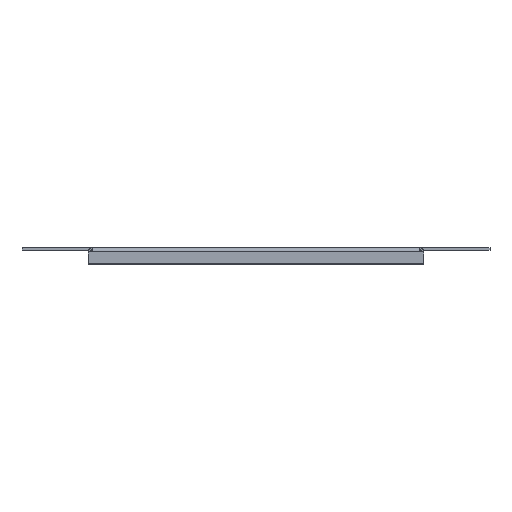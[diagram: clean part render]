
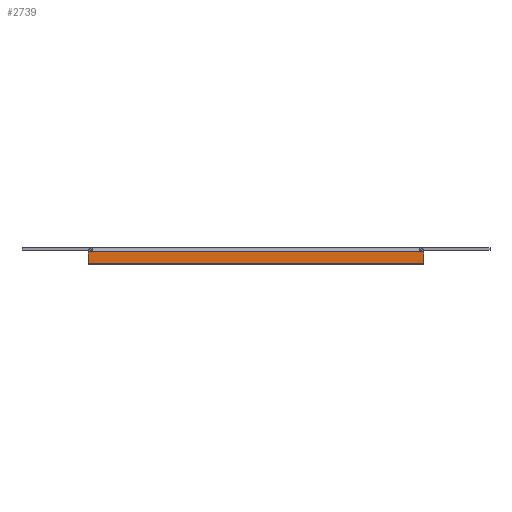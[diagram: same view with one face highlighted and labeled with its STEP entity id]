
A CAD part, top view. The second image highlights one B-rep face of the part: STEP entity #2739.
In plain terms, the highlighted planar face has unit normal (0, 0, 1).
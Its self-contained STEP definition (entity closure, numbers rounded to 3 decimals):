
#196=LINE('',#4359,#484);
#197=LINE('',#4366,#485);
#203=LINE('',#4379,#491);
#217=LINE('',#4409,#505);
#220=LINE('',#4416,#508);
#222=LINE('',#4419,#510);
#484=VECTOR('',#3508,3.175);
#485=VECTOR('',#3519,244.65);
#491=VECTOR('',#3535,3.175);
#505=VECTOR('',#3567,8.825);
#508=VECTOR('',#3574,8.825);
#510=VECTOR('',#3578,251.);
#649=PLANE('',#2973);
#857=FACE_OUTER_BOUND('',#1073,.T.);
#1073=EDGE_LOOP('',(#2316,#2317,#2318,#2319,#2320,#2321));
#1449=VERTEX_POINT('',#4353);
#1451=VERTEX_POINT('',#4357);
#1452=VERTEX_POINT('',#4364);
#1453=VERTEX_POINT('',#4376);
#1461=VERTEX_POINT('',#4407);
#1463=VERTEX_POINT('',#4415);
#1744=EDGE_CURVE('',#1449,#1451,#196,.T.);
#1748=EDGE_CURVE('',#1451,#1452,#197,.T.);
#1754=EDGE_CURVE('',#1452,#1453,#203,.T.);
#1769=EDGE_CURVE('',#1461,#1453,#217,.T.);
#1772=EDGE_CURVE('',#1449,#1463,#220,.T.);
#1774=EDGE_CURVE('',#1463,#1461,#222,.T.);
#2316=ORIENTED_EDGE('',*,*,#1744,.T.);
#2317=ORIENTED_EDGE('',*,*,#1748,.T.);
#2318=ORIENTED_EDGE('',*,*,#1754,.T.);
#2319=ORIENTED_EDGE('',*,*,#1769,.F.);
#2320=ORIENTED_EDGE('',*,*,#1774,.F.);
#2321=ORIENTED_EDGE('',*,*,#1772,.F.);
#2739=ADVANCED_FACE('',(#857),#649,.T.);
#2973=AXIS2_PLACEMENT_3D('',#4420,#3579,#3580);
#3508=DIRECTION('',(-1.,0.,0.));
#3519=DIRECTION('',(-1.,0.,0.));
#3535=DIRECTION('',(-1.,0.,0.));
#3567=DIRECTION('',(0.,1.,0.));
#3574=DIRECTION('',(0.,-1.,0.));
#3578=DIRECTION('',(-1.,0.,0.));
#3579=DIRECTION('center_axis',(0.,0.,
1.));
#3580=DIRECTION('ref_axis',(0.,-1.,0.));
#4353=CARTESIAN_POINT('',(125.5,-1.588,125.5));
#4357=CARTESIAN_POINT('',(122.325,-1.588,125.5));
#4359=CARTESIAN_POINT('',(0.,-1.588,125.5));
#4364=CARTESIAN_POINT('',(-122.325,-1.588,125.5));
#4366=CARTESIAN_POINT('',(0.,-1.588,125.5));
#4376=CARTESIAN_POINT('',(-125.5,-1.588,125.5));
#4379=CARTESIAN_POINT('',(0.,-1.588,125.5));
#4407=CARTESIAN_POINT('',(-125.5,-10.413,125.5));
#4409=CARTESIAN_POINT('',(-125.5,5.594,125.5));
#4415=CARTESIAN_POINT('',(125.5,-10.413,125.5));
#4416=CARTESIAN_POINT('',(125.5,-1.588,125.5));
#4419=CARTESIAN_POINT('',(125.5,-10.413,125.5));
#4420=CARTESIAN_POINT('Origin',(0.,-4.205,
125.5));
